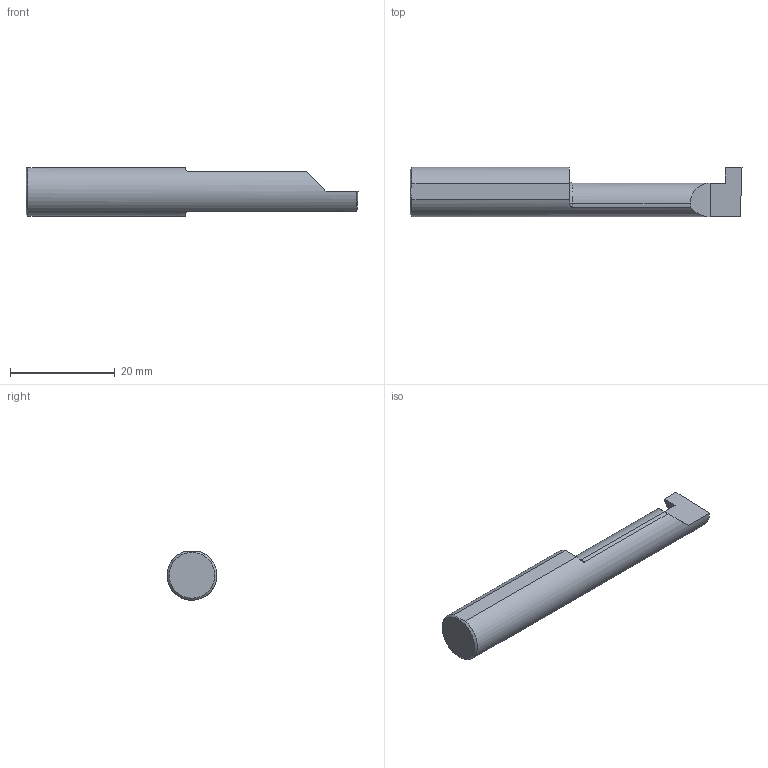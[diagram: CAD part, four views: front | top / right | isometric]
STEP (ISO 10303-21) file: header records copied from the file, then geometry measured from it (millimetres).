
FILE_DESCRIPTION (( 'STEP AP203' ), '1' );
FILE_NAME ('221223-GT126-20.STEP', '2024-07-22T23:00:14', ( '' ), ( '' ), 'SwSTEP 2.0', 'SolidWorks 2024', '' );
FILE_SCHEMA (( 'CONFIG_CONTROL_DESIGN' ));
Length unit declared in the file: inch
Products named in the file (1): 221223-GT126-20
Bounding box: 63.5 x 9.51 x 9.26 mm (x, y, z)
Volume: 3297.5 mm3; surface area: 1760 mm2
Topology: 1 solids, 1 shells, 23 faces, 61 edges, 40 vertices
Faces by surface type: plane 9, cylinder 5, bspline 4, torus 3, cone 2
Entity records: 1031 total; most frequent: CARTESIAN_POINT 441, ORIENTED_EDGE 122, DIRECTION 85, EDGE_CURVE 61, VERTEX_POINT 40, AXIS2_PLACEMENT_3D 32, EDGE_LOOP 23, FACE_OUTER_BOUND 23
